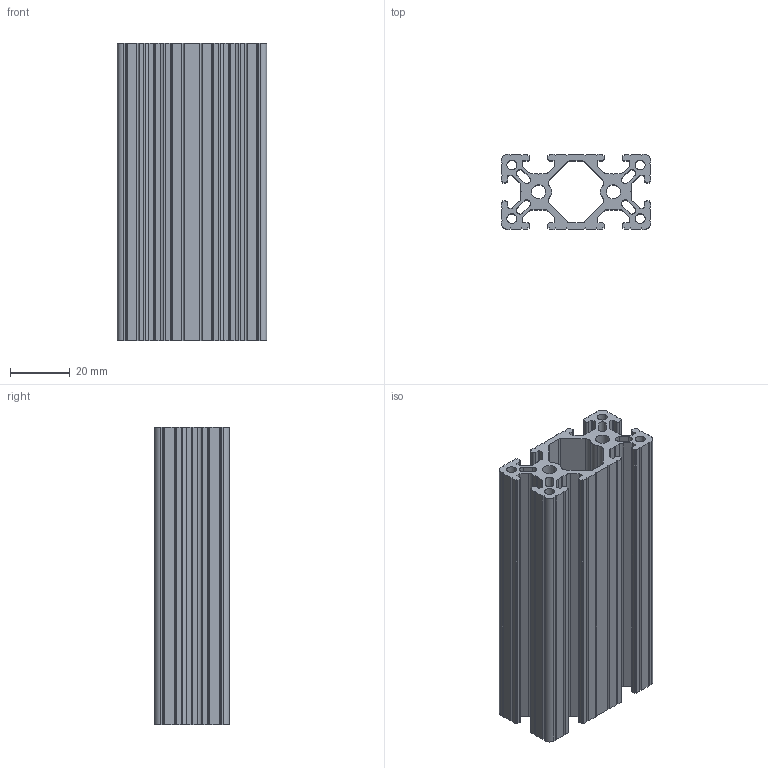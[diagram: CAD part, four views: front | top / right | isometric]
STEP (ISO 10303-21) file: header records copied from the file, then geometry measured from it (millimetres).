
FILE_DESCRIPTION(/* description */ (''),/* implementation_level */ '2;1');
FILE_NAME(/* name */ 'PTP-2550-6 v1.step',/* time_stamp */ '2023-09-06T16:42:22+08:00',/* author */ (''),/* organization */ (''),/* preprocessor_version */ 'ST-DEVELOPER v20',/* originating_system */ 'Autodesk Translation Framework v12.9.0.99',/* authorisation */ '');
FILE_SCHEMA (('AUTOMOTIVE_DESIGN { 1 0 10303 214 3 1 1 }'));
Length unit declared in the file: millimetre
Products named in the file (1): PTP-2550-6
Bounding box: 50.2 x 25.1 x 100 mm (x, y, z)
Volume: 51583.3 mm3; surface area: 46787.7 mm2
Topology: 1 solids, 1 shells, 270 faces, 804 edges, 536 vertices
Faces by surface type: plane 194, cylinder 76
Full cylindrical faces by diameter (mm): 3.3 x4, 4.75 x2
Entity records: 9104 total; most frequent: CARTESIAN_POINT 1611, ORIENTED_EDGE 1608, DIRECTION 1498, EDGE_CURVE 804, LINE 652, VECTOR 652, VERTEX_POINT 536, AXIS2_PLACEMENT_3D 423
